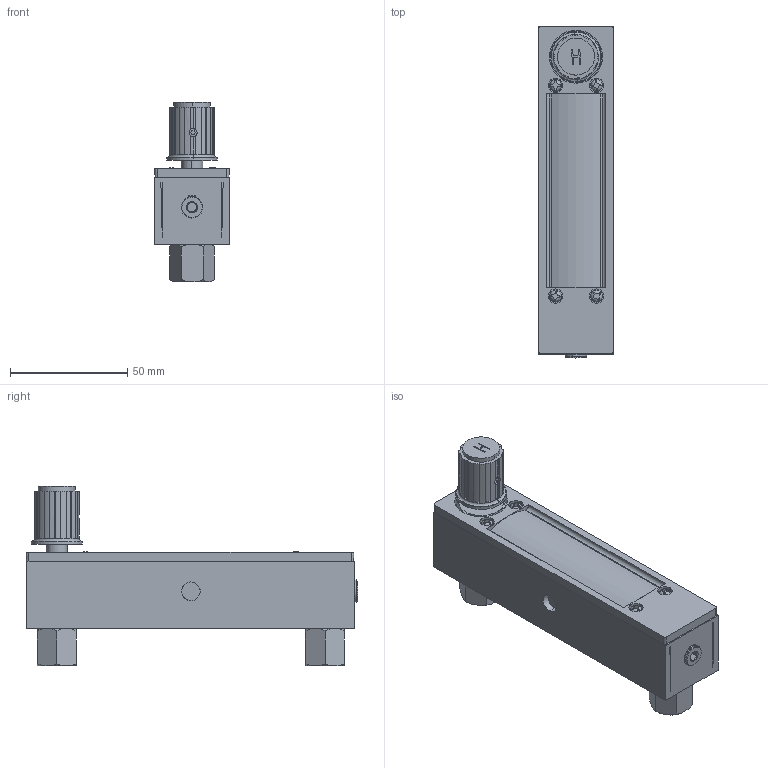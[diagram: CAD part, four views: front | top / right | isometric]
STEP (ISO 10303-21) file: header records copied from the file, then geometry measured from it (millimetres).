
FILE_DESCRIPTION (( 'STEP AP203' ), '1' );
FILE_NAME ('1350G-J-V-5-A.STEP', '2022-01-21T17:13:10', ( '' ), ( '' ), 'SwSTEP 2.0', 'SolidWorks 2020', '' );
FILE_SCHEMA (( 'CONFIG_CONTROL_DESIGN' ));
Length unit declared in the file: inch
Products named in the file (1): 1350G-J-V-5-A
Bounding box: 31.75 x 141.5 x 76.51 mm (x, y, z)
Volume: 149990.5 mm3; surface area: 36001.4 mm2
Topology: 4 solids, 15 shells, 545 faces, 1353 edges, 871 vertices
Faces by surface type: plane 295, cylinder 137, cone 93, torus 12, bspline 8
Entity records: 16823 total; most frequent: CARTESIAN_POINT 3885, ORIENTED_EDGE 2702, DIRECTION 2614, EDGE_CURVE 1351, AXIS2_PLACEMENT_3D 944, VERTEX_POINT 871, LINE 726, VECTOR 726
